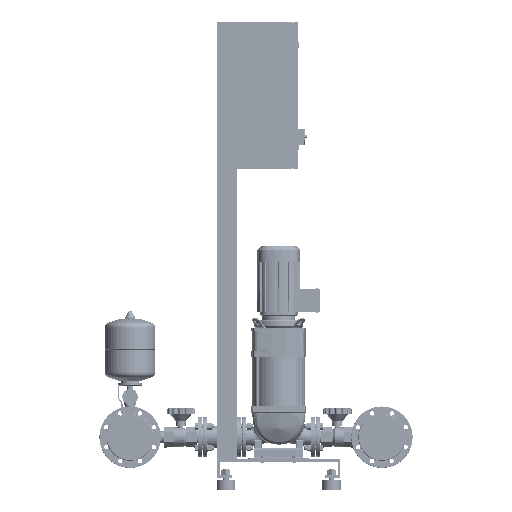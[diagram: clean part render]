
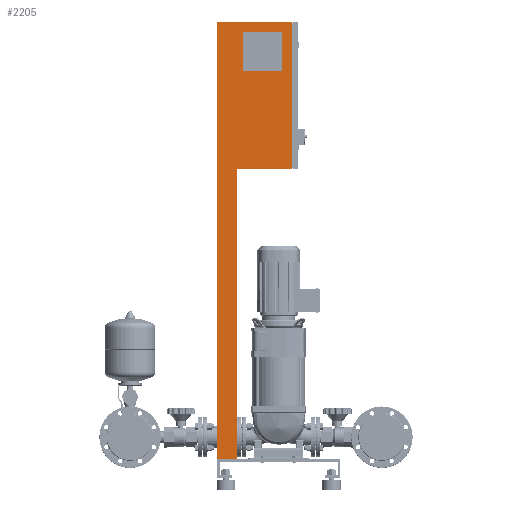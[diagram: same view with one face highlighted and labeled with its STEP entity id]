
A CAD part, left-side view. The second image highlights one B-rep face of the part: STEP entity #2205.
In plain terms, the highlighted free-form (B-spline) face has degree [1, 1] with [2, 2] control points.
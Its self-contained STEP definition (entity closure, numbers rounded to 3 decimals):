
#690=CARTESIAN_POINT('',(-80.,-15.0,1865.0));
#691=VERTEX_POINT('',#690);
#698=CARTESIAN_POINT('',(-80.,145.0,1865.0));
#699=VERTEX_POINT('',#698);
#700=CARTESIAN_POINT('',(-80.,145.0,1865.0));
#701=DIRECTION('',(0.0,-1.0,0.0));
#702=VECTOR('',#701,160.0);
#703=LINE('',#700,#702);
#704=EDGE_CURVE('',#699,#691,#703,.T.);
#728=CARTESIAN_POINT('',(-80.0,-15.,1705.));
#729=VERTEX_POINT('',#728);
#736=CARTESIAN_POINT('',(-80.,-15.0,1865.0));
#737=DIRECTION('',(0.0,0.0,-1.0));
#738=VECTOR('',#737,160.);
#739=LINE('',#736,#738);
#740=EDGE_CURVE('',#691,#729,#739,.T.);
#759=CARTESIAN_POINT('',(-80.0,145.,1705.0));
#760=VERTEX_POINT('',#759);
#767=CARTESIAN_POINT('',(-80.0,-15.,1705.));
#768=DIRECTION('',(0.0,1.0,0.0));
#769=VECTOR('',#768,160.);
#770=LINE('',#767,#769);
#771=EDGE_CURVE('',#729,#760,#770,.T.);
#789=CARTESIAN_POINT('',(-80.0,145.,1705.0));
#790=DIRECTION('',(0.0,0.0,1.0));
#791=VECTOR('',#790,160.0);
#792=LINE('',#789,#791);
#793=EDGE_CURVE('',#760,#699,#792,.T.);
#1542=CARTESIAN_POINT('',(-80.,-55.0,1905.0));
#1543=VERTEX_POINT('',#1542);
#1592=CARTESIAN_POINT('',(-80.,250.0,1905.0));
#1593=VERTEX_POINT('',#1592);
#1600=CARTESIAN_POINT('',(-80.,250.0,1905.0));
#1601=DIRECTION('',(0.0,-1.0,0.0));
#1602=VECTOR('',#1601,305.0);
#1603=LINE('',#1600,#1602);
#1604=EDGE_CURVE('',#1593,#1543,#1603,.T.);
#1737=CARTESIAN_POINT('',(-80.,-55.,1305.0));
#1738=VERTEX_POINT('',#1737);
#1739=CARTESIAN_POINT('',(-80.,-55.,1305.0));
#1740=DIRECTION('',(0.0,0.0,1.0));
#1741=VECTOR('',#1740,600.0);
#1742=LINE('',#1739,#1741);
#1743=EDGE_CURVE('',#1738,#1543,#1742,.T.);
#2077=CARTESIAN_POINT('',(-80.,170.,1305.0));
#2078=VERTEX_POINT('',#2077);
#2079=CARTESIAN_POINT('',(-80.,-55.,1305.0));
#2080=DIRECTION('',(0.0,1.0,0.0));
#2081=VECTOR('',#2080,225.);
#2082=LINE('',#2079,#2081);
#2083=EDGE_CURVE('',#1738,#2078,#2082,.T.);
#2124=CARTESIAN_POINT('',(-80.,250.,125.0));
#2125=VERTEX_POINT('',#2124);
#2126=CARTESIAN_POINT('',(-80.,170.,125.0));
#2127=VERTEX_POINT('',#2126);
#2128=CARTESIAN_POINT('',(-80.,250.,125.0));
#2129=DIRECTION('',(0.0,-1.0,0.0));
#2130=VECTOR('',#2129,80.0);
#2131=LINE('',#2128,#2130);
#2132=EDGE_CURVE('',#2125,#2127,#2131,.T.);
#2164=CARTESIAN_POINT('',(-80.,250.,125.0));
#2165=DIRECTION('',(0.0,0.0,1.0));
#2166=VECTOR('',#2165,1780.0);
#2167=LINE('',#2164,#2166);
#2168=EDGE_CURVE('',#2125,#1593,#2167,.T.);
#2181=CARTESIAN_POINT('',(-80.,-55.,1905.0));
#2182=CARTESIAN_POINT('',(-80.,-55.,125.0));
#2183=CARTESIAN_POINT('',(-80.,250.,1905.0));
#2184=CARTESIAN_POINT('',(-80.,250.,125.0));
#2185=B_SPLINE_SURFACE_WITH_KNOTS('',1,1,((#2181,#2183),(#2182,#2184)),.UNSPECIFIED.,.F.,.F.,.U.,(2,2),(2,2),(0.0,1780.0),(0.0,305.),.UNSPECIFIED.);
#2186=CARTESIAN_POINT('',(-80.,170.,125.0));
#2187=DIRECTION('',(0.0,0.0,1.0));
#2188=VECTOR('',#2187,1180.0);
#2189=LINE('',#2186,#2188);
#2190=EDGE_CURVE('',#2127,#2078,#2189,.T.);
#2191=ORIENTED_EDGE('',*,*,#2190,.T.);
#2192=ORIENTED_EDGE('',*,*,#2083,.F.);
#2193=ORIENTED_EDGE('',*,*,#1743,.T.);
#2194=ORIENTED_EDGE('',*,*,#1604,.F.);
#2195=ORIENTED_EDGE('',*,*,#2168,.F.);
#2196=ORIENTED_EDGE('',*,*,#2132,.T.);
#2197=EDGE_LOOP('',(#2191,#2192,#2193,#2194,#2195,#2196));
#2198=FACE_OUTER_BOUND('',#2197,.T.);
#2199=ORIENTED_EDGE('',*,*,#704,.T.);
#2200=ORIENTED_EDGE('',*,*,#740,.T.);
#2201=ORIENTED_EDGE('',*,*,#771,.T.);
#2202=ORIENTED_EDGE('',*,*,#793,.T.);
#2203=EDGE_LOOP('',(#2199,#2200,#2201,#2202));
#2204=FACE_BOUND('',#2203,.T.);
#2205=ADVANCED_FACE('',(#2198,#2204),#2185,.F.);
